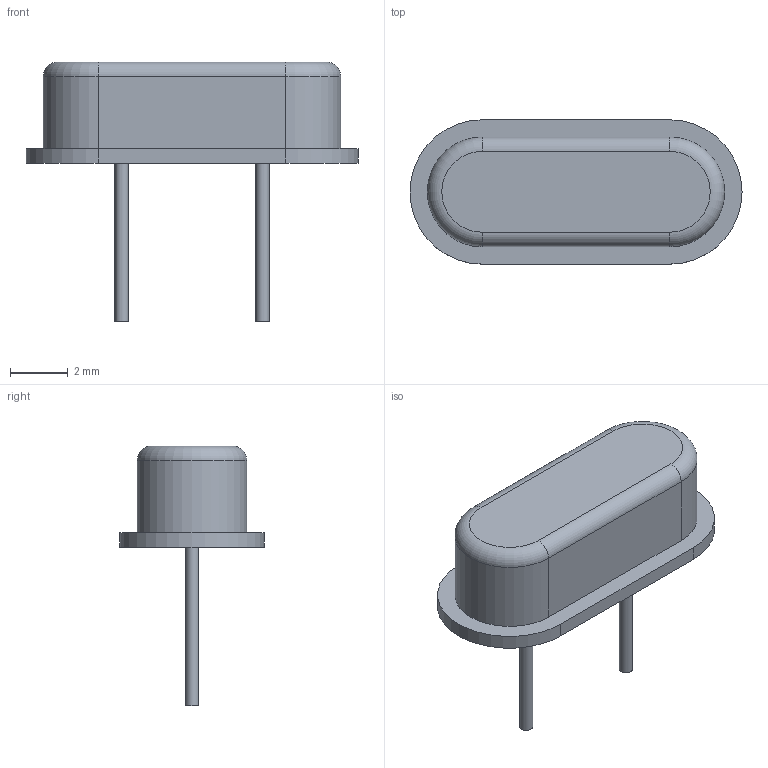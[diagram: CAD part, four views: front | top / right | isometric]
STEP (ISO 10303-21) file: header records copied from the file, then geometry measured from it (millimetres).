
FILE_DESCRIPTION( ( '' ), ' ' );
FILE_NAME( '594218cb9480990f9bccd43a.step', '2017-06-15T05:19:07', ( '' ), ( '' ), ' ', ' ', ' ' );
FILE_SCHEMA( ( 'AUTOMOTIVE_DESIGN { 1 0 10303 214 1 1 1 1 }' ) );
Length unit declared in the file: metre
Products named in the file (1): Open CASCADE STEP translator 6.8 1
Bounding box: 11.5 x 5 x 9 mm (x, y, z)
Volume: 134.7 mm3; surface area: 203.8 mm2
Topology: 1 solids, 1 shells, 19 faces, 40 edges, 26 vertices
Faces by surface type: plane 9, cylinder 8, torus 2
Full cylindrical faces by diameter (mm): 0.457 x2
Entity records: 836 total; most frequent: DIRECTION 94, CARTESIAN_POINT 80, ORIENTED_EDGE 72, STYLED_ITEM 55, PRESENTATION_STYLE_ASSIGNMENT 55, COLOUR_RGB 55, AXIS2_PLACEMENT_3D 38, EDGE_CURVE 36
